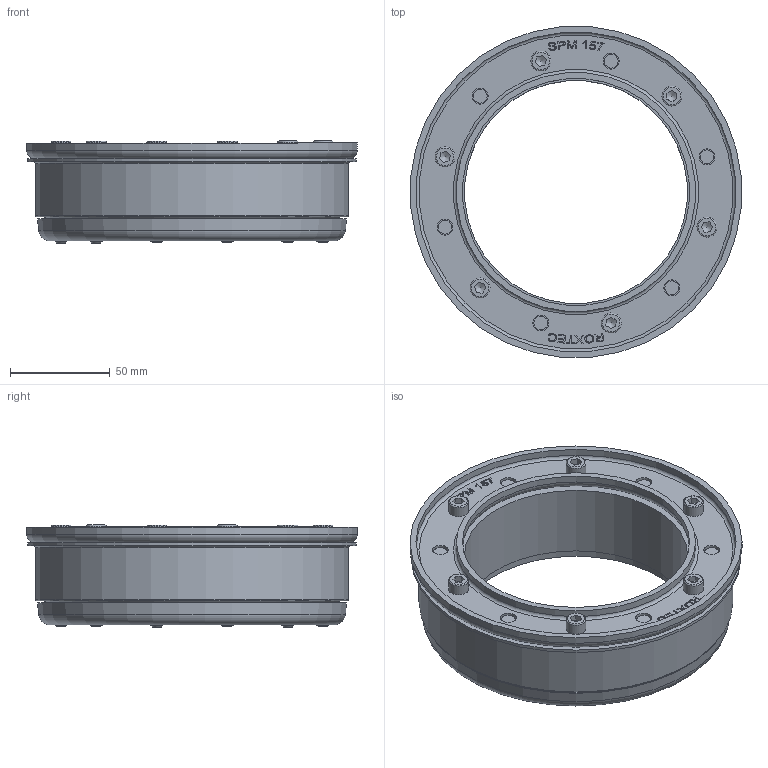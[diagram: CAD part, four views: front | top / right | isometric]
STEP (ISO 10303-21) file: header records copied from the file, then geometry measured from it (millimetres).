
FILE_DESCRIPTION((''),'2;1');
FILE_NAME('SPM157.stp','2016-02-02T11:18:53',(''),(''),'Autodesk Inventor 2013','Autodesk Inventor 2013','');
FILE_SCHEMA(('AUTOMOTIVE_DESIGN { 1 0 10303 214 1 1 1 1 }'));
Length unit declared in the file: millimetre
Products named in the file (6): SPM-Iassembly; 100-053546; 100-053547; 100-053548; 100-053549; 100-002335
Assembly tree (10 placements, depth 3):
  SPM-Iassembly
    100-053546
      100-053547
      100-053548
      100-053549
      100-002335  x6
Bounding box: 165.37 x 165.37 x 51 mm (x, y, z)
Volume: 426910.3 mm3; surface area: 121888.8 mm2
Topology: 9 solids, 9 shells, 386 faces, 969 edges, 632 vertices
Faces by surface type: plane 192, bspline 82, cylinder 63, cone 27, torus 22
Full cylindrical faces by diameter (mm): 5.25 x6, 5.9 x12, 6 x12, 6.3 x6, 7 x6, 8 x6, 10 x7, 111.6 x1, 113.6 x2, 119.6 x1, 157 x1, 160 x1, 165 x1, 166 x1
Entity records: 9626 total; most frequent: CARTESIAN_POINT 2649, ORIENTED_EDGE 1406, DIRECTION 1146, EDGE_CURVE 703, VERTEX_POINT 508, EDGE_LOOP 473, VECTOR 396, LINE 396
